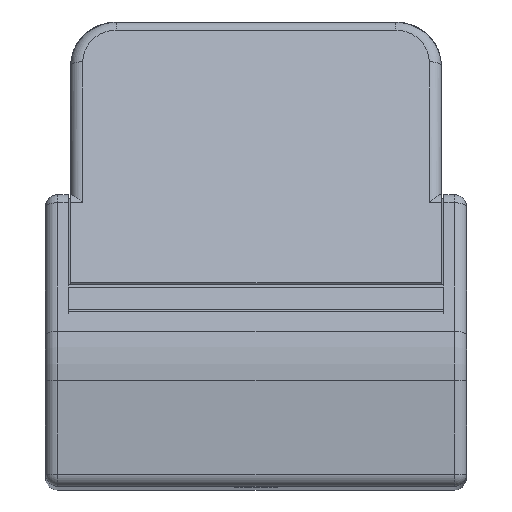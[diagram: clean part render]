
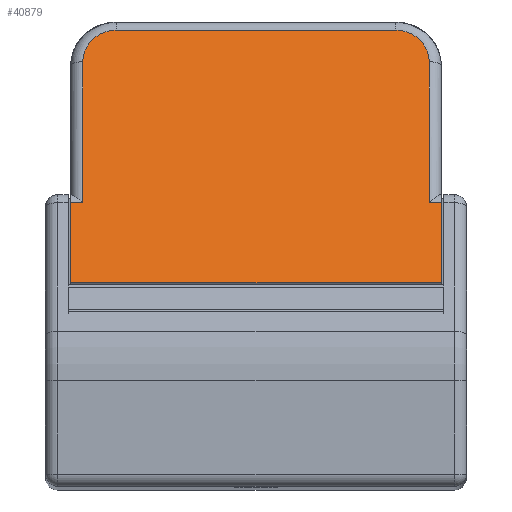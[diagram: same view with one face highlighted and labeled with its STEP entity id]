
A CAD part, top view. The second image highlights one B-rep face of the part: STEP entity #40879.
In plain terms, the highlighted planar face has unit normal (0, 0.327, 0.945).
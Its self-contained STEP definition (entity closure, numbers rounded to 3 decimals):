
#301 = PLANE ( 'NONE',  #9475 ) ;
#2480 = EDGE_CURVE ( 'NONE', #29646, #21713, #9016, .T. ) ;
#2905 = DIRECTION ( 'NONE',  ( -1., 0., 0. ) ) ;
#3052 = CARTESIAN_POINT ( 'NONE',  ( 23.55, 8.663, 4.105 ) ) ;
#5114 = ORIENTED_EDGE ( 'NONE', *, *, #6189, .T. ) ;
#5204 = CARTESIAN_POINT ( 'NONE',  ( 21.35, 20.435, 0.035 ) ) ;
#5516 = EDGE_CURVE ( 'NONE', #18002, #8864, #27687, .T. ) ;
#5907 = VECTOR ( 'NONE', #23196, 1000. ) ;
#6189 = EDGE_CURVE ( 'NONE', #10226, #40042, #18044, .T. ) ;
#7164 = DIRECTION ( 'NONE',  ( 0., -0.945, 0.327 ) ) ;
#7462 = CARTESIAN_POINT ( 'NONE',  ( 0.8, 18.356, 0.754 ) ) ;
#7722 = CARTESIAN_POINT ( 'NONE',  ( 23.55, 18.356, 0.754 ) ) ;
#8125 = ORIENTED_EDGE ( 'NONE', *, *, #14690, .T. ) ;
#8864 = VERTEX_POINT ( 'NONE', #7462 ) ;
#9016 = LINE ( 'NONE', #12053, #19188 ) ;
#9475 = AXIS2_PLACEMENT_3D ( 'NONE', #39914, #14121, #26681 ) ;
#9779 = DIRECTION ( 'NONE',  ( 0., 0.327, 0.945 ) ) ;
#9938 = CARTESIAN_POINT ( 'NONE',  ( 0., 9.094, 3.956 ) ) ;
#10005 = CARTESIAN_POINT ( 'NONE',  ( -21.433, 20.435, 0.035 ) ) ;
#10226 = VERTEX_POINT ( 'NONE', #7722 ) ;
#10403 = CARTESIAN_POINT ( 'NONE',  ( 3., 18.356, 0.754 ) ) ;
#10516 = ORIENTED_EDGE ( 'NONE', *, *, #15643, .T. ) ;
#11819 = EDGE_LOOP ( 'NONE', ( #17656, #8125, #40867, #37853, #33051, #21146, #10516, #5114, #23033, #13980 ) ) ;
#12053 = CARTESIAN_POINT ( 'NONE',  ( 0., 2.192, 6.342 ) ) ;
#12185 = DIRECTION ( 'NONE',  ( 0., -0.945, 0.327 ) ) ;
#12273 = DIRECTION ( 'NONE',  ( 0., 0.945, -0.327 ) ) ;
#12458 = DIRECTION ( 'NONE',  ( 0., 0.945, -0.327 ) ) ;
#13980 = ORIENTED_EDGE ( 'NONE', *, *, #5516, .T. ) ;
#14121 = DIRECTION ( 'NONE',  ( 0., 0.327, 0.945 ) ) ;
#14219 = EDGE_CURVE ( 'NONE', #22554, #34976, #16266, .T. ) ;
#14690 = EDGE_CURVE ( 'NONE', #22025, #21713, #19677, .T. ) ;
#15483 = VECTOR ( 'NONE', #26791, 1000. ) ;
#15643 = EDGE_CURVE ( 'NONE', #21276, #10226, #16032, .T. ) ;
#16032 = LINE ( 'NONE', #3052, #35683 ) ;
#16157 = CARTESIAN_POINT ( 'NONE',  ( 21.35, 18.356, 0.754 ) ) ;
#16266 = LINE ( 'NONE', #39440, #39670 ) ;
#17656 = ORIENTED_EDGE ( 'NONE', *, *, #26702, .F. ) ;
#18002 = VERTEX_POINT ( 'NONE', #36187 ) ;
#18044 = CIRCLE ( 'NONE', #34644, 2.2 ) ;
#18933 = CARTESIAN_POINT ( 'NONE',  ( 23.55, 9.094, 3.956 ) ) ;
#19048 = VECTOR ( 'NONE', #2905, 1000. ) ;
#19188 = VECTOR ( 'NONE', #12273, 1000. ) ;
#19316 = LINE ( 'NONE', #10005, #5907 ) ;
#19616 = CARTESIAN_POINT ( 'NONE',  ( 0.8, 9.094, 3.956 ) ) ;
#19677 = LINE ( 'NONE', #9938, #15483 ) ;
#21146 = ORIENTED_EDGE ( 'NONE', *, *, #41989, .T. ) ;
#21276 = VERTEX_POINT ( 'NONE', #33391 ) ;
#21713 = VERTEX_POINT ( 'NONE', #32935 ) ;
#22025 = VERTEX_POINT ( 'NONE', #19616 ) ;
#22356 = CARTESIAN_POINT ( 'NONE',  ( 24.35, 3.846, 5.77 ) ) ;
#22554 = VERTEX_POINT ( 'NONE', #34033 ) ;
#23021 = LINE ( 'NONE', #18933, #19048 ) ;
#23033 = ORIENTED_EDGE ( 'NONE', *, *, #28240, .T. ) ;
#23196 = DIRECTION ( 'NONE',  ( -1., 0., 0. ) ) ;
#25131 = VECTOR ( 'NONE', #12458, 1000. ) ;
#25893 = CARTESIAN_POINT ( 'NONE',  ( -21.433, 3.846, 5.77 ) ) ;
#26115 = DIRECTION ( 'NONE',  ( 0., -0.945, 0.327 ) ) ;
#26681 = DIRECTION ( 'NONE',  ( 0., -0.945, 0.327 ) ) ;
#26702 = EDGE_CURVE ( 'NONE', #22025, #8864, #42532, .T. ) ;
#26740 = DIRECTION ( 'NONE',  ( 0., 0.327, 0.945 ) ) ;
#26791 = DIRECTION ( 'NONE',  ( -1., 0., 0. ) ) ;
#27189 = DIRECTION ( 'NONE',  ( 0., 0.945, -0.327 ) ) ;
#27687 = CIRCLE ( 'NONE', #29771, 2.2 ) ;
#28240 = EDGE_CURVE ( 'NONE', #40042, #18002, #19316, .T. ) ;
#29646 = VERTEX_POINT ( 'NONE', #33009 ) ;
#29771 = AXIS2_PLACEMENT_3D ( 'NONE', #10403, #9779, #7164 ) ;
#32935 = CARTESIAN_POINT ( 'NONE',  ( 0., 9.094, 3.956 ) ) ;
#33009 = CARTESIAN_POINT ( 'NONE',  ( 0., 3.846, 5.77 ) ) ;
#33051 = ORIENTED_EDGE ( 'NONE', *, *, #14219, .F. ) ;
#33391 = CARTESIAN_POINT ( 'NONE',  ( 23.55, 9.094, 3.956 ) ) ;
#34033 = CARTESIAN_POINT ( 'NONE',  ( 24.35, 9.094, 3.956 ) ) ;
#34644 = AXIS2_PLACEMENT_3D ( 'NONE', #16157, #26740, #26115 ) ;
#34976 = VERTEX_POINT ( 'NONE', #22356 ) ;
#35683 = VECTOR ( 'NONE', #27189, 1000. ) ;
#35862 = DIRECTION ( 'NONE',  ( 1., 0., 0. ) ) ;
#36187 = CARTESIAN_POINT ( 'NONE',  ( 3., 20.435, 0.035 ) ) ;
#36198 = VECTOR ( 'NONE', #35862, 1000. ) ;
#37853 = ORIENTED_EDGE ( 'NONE', *, *, #37904, .T. ) ;
#37904 = EDGE_CURVE ( 'NONE', #29646, #34976, #42569, .T. ) ;
#39075 = CARTESIAN_POINT ( 'NONE',  ( 0.8, 8.663, 4.105 ) ) ;
#39440 = CARTESIAN_POINT ( 'NONE',  ( 24.35, 2.192, 6.342 ) ) ;
#39670 = VECTOR ( 'NONE', #12185, 1000. ) ;
#39914 = CARTESIAN_POINT ( 'NONE',  ( -21.433, 2.192, 6.342 ) ) ;
#40042 = VERTEX_POINT ( 'NONE', #5204 ) ;
#40550 = FACE_OUTER_BOUND ( 'NONE', #11819, .T. ) ;
#40867 = ORIENTED_EDGE ( 'NONE', *, *, #2480, .F. ) ;
#40879 = ADVANCED_FACE ( 'NONE', ( #40550 ), #301, .T. ) ;
#41989 = EDGE_CURVE ( 'NONE', #22554, #21276, #23021, .T. ) ;
#42532 = LINE ( 'NONE', #39075, #25131 ) ;
#42569 = LINE ( 'NONE', #25893, #36198 ) ;
